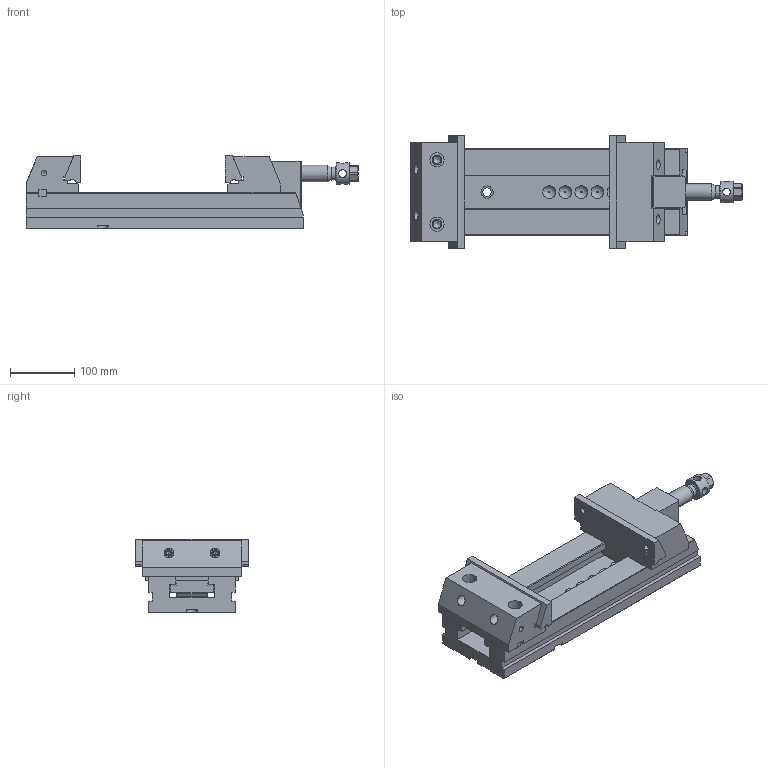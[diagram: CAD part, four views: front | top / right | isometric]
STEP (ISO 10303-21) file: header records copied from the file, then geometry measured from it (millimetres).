
FILE_DESCRIPTION(/* description */ (''),/* implementation_level */ '2;1');
FILE_NAME(/* name */ '30_175G_Mordaza.stp',/* time_stamp */ '2013-10-30T11:21:47+01:00',/* author */ (''),/* organization */ (''),/* preprocessor_version */ 'ST-DEVELOPER v11',/* originating_system */ 'SIEMENS PLM Software NX 7.5',/* authorisation */ '');
FILE_SCHEMA (('CONFIG_CONTROL_DESIGN'));
Length unit declared in the file: millimetre
Products named in the file (1): 30_175G_Mordaza
Bounding box: 517.23 x 175 x 114.5 mm (x, y, z)
Volume: 3812293.2 mm3; surface area: 490311.5 mm2
Topology: 12 solids, 12 shells, 469 faces, 1269 edges, 839 vertices
Faces by surface type: plane 313, cylinder 95, cone 41, torus 9, bspline 9, sphere 2
Full cylindrical faces by diameter (mm): 4.351 x1, 5.188 x5, 6.985 x4, 8.5 x4, 8.782 x6, 9.5 x2, 10 x2, 10.579 x4, 12 x4, 12.376 x2, 13 x6, 15 x6, 16 x2, 16.5 x1, 19 x6, 20 x3, 21.25 x1, 22 x2, 26 x1, 30 x2, 33.8 x1, 34 x3
Entity records: 14257 total; most frequent: CARTESIAN_POINT 3018, DIRECTION 2247, ORIENTED_EDGE 2150, EDGE_CURVE 1075, VERTEX_POINT 790, AXIS2_PLACEMENT_3D 756, LINE 735, VECTOR 735
